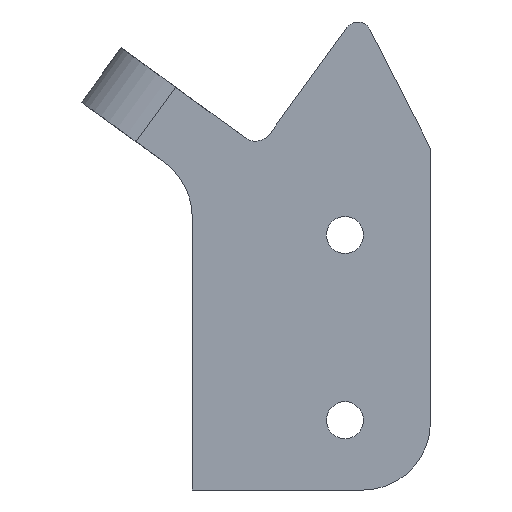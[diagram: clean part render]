
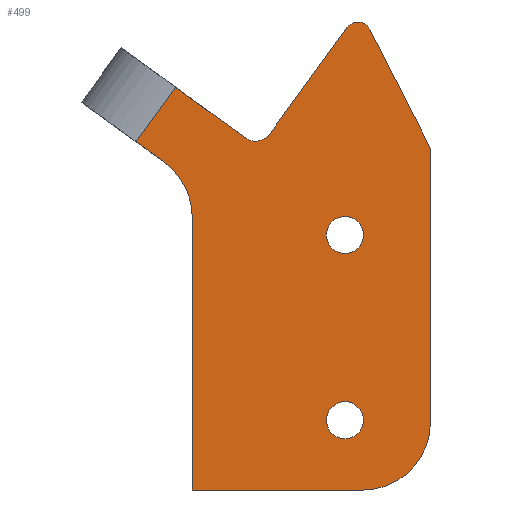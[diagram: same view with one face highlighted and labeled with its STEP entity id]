
A CAD part, left-side view. The second image highlights one B-rep face of the part: STEP entity #499.
In plain terms, the highlighted planar face has unit normal (-1, 0, 0).
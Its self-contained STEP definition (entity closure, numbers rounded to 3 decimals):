
#17=FACE_BOUND('',#66,.T.);
#18=FACE_BOUND('',#67,.T.);
#26=PLANE('',#549);
#40=FACE_OUTER_BOUND('',#65,.T.);
#65=EDGE_LOOP('',(#346,#347,#348,#349,#350,#351,#352,#353,#354,#355,#356,
#357));
#66=EDGE_LOOP('',(#358));
#67=EDGE_LOOP('',(#359));
#98=LINE('',#758,#144);
#102=LINE('',#766,#148);
#103=LINE('',#770,#149);
#104=LINE('',#772,#150);
#105=LINE('',#774,#151);
#106=LINE('',#778,#152);
#107=LINE('',#780,#153);
#108=LINE('',#783,#154);
#144=VECTOR('',#608,10.);
#148=VECTOR('',#614,10.);
#149=VECTOR('',#617,10.);
#150=VECTOR('',#618,10.);
#151=VECTOR('',#619,10.);
#152=VECTOR('',#622,10.);
#153=VECTOR('',#623,10.);
#154=VECTOR('',#626,10.);
#189=CIRCLE('',#547,2.);
#190=CIRCLE('',#550,2.583);
#191=CIRCLE('',#551,10.);
#192=CIRCLE('',#552,10.);
#193=CIRCLE('',#553,2.75);
#194=CIRCLE('',#554,2.75);
#216=VERTEX_POINT('',#751);
#217=VERTEX_POINT('',#753);
#218=VERTEX_POINT('',#757);
#221=VERTEX_POINT('',#765);
#222=VERTEX_POINT('',#767);
#223=VERTEX_POINT('',#769);
#224=VERTEX_POINT('',#771);
#225=VERTEX_POINT('',#773);
#226=VERTEX_POINT('',#775);
#227=VERTEX_POINT('',#777);
#228=VERTEX_POINT('',#779);
#229=VERTEX_POINT('',#781);
#230=VERTEX_POINT('',#784);
#231=VERTEX_POINT('',#786);
#265=EDGE_CURVE('',#216,#217,#189,.T.);
#267=EDGE_CURVE('',#218,#217,#98,.T.);
#271=EDGE_CURVE('',#216,#221,#102,.T.);
#272=EDGE_CURVE('',#221,#222,#190,.T.);
#273=EDGE_CURVE('',#222,#223,#103,.T.);
#274=EDGE_CURVE('',#224,#223,#104,.T.);
#275=EDGE_CURVE('',#224,#225,#105,.T.);
#276=EDGE_CURVE('',#226,#225,#191,.T.);
#277=EDGE_CURVE('',#226,#227,#106,.T.);
#278=EDGE_CURVE('',#228,#227,#107,.T.);
#279=EDGE_CURVE('',#229,#228,#192,.T.);
#280=EDGE_CURVE('',#218,#229,#108,.T.);
#281=EDGE_CURVE('',#230,#230,#193,.T.);
#282=EDGE_CURVE('',#231,#231,#194,.T.);
#346=ORIENTED_EDGE('',*,*,#265,.F.);
#347=ORIENTED_EDGE('',*,*,#271,.T.);
#348=ORIENTED_EDGE('',*,*,#272,.T.);
#349=ORIENTED_EDGE('',*,*,#273,.T.);
#350=ORIENTED_EDGE('',*,*,#274,.F.);
#351=ORIENTED_EDGE('',*,*,#275,.T.);
#352=ORIENTED_EDGE('',*,*,#276,.F.);
#353=ORIENTED_EDGE('',*,*,#277,.T.);
#354=ORIENTED_EDGE('',*,*,#278,.F.);
#355=ORIENTED_EDGE('',*,*,#279,.F.);
#356=ORIENTED_EDGE('',*,*,#280,.F.);
#357=ORIENTED_EDGE('',*,*,#267,.T.);
#358=ORIENTED_EDGE('',*,*,#281,.F.);
#359=ORIENTED_EDGE('',*,*,#282,.F.);
#499=ADVANCED_FACE('',(#40,#17,#18),#26,.F.);
#547=AXIS2_PLACEMENT_3D('',#754,#603,#604);
#549=AXIS2_PLACEMENT_3D('',#764,#612,#613);
#550=AXIS2_PLACEMENT_3D('',#768,#615,#616);
#551=AXIS2_PLACEMENT_3D('',#776,#620,#621);
#552=AXIS2_PLACEMENT_3D('',#782,#624,#625);
#553=AXIS2_PLACEMENT_3D('',#785,#627,#628);
#554=AXIS2_PLACEMENT_3D('',#787,#629,#630);
#603=DIRECTION('center_axis',(1.,0.,0.));
#604=DIRECTION('ref_axis',(0.,-0.078,0.997));
#608=DIRECTION('',(0.,0.454,0.891));
#612=DIRECTION('center_axis',(1.,0.,0.));
#613=DIRECTION('ref_axis',(0.,0.,-1.));
#614=DIRECTION('',(0.,0.587,-0.81));
#615=DIRECTION('center_axis',(1.,0.,0.));
#616=DIRECTION('ref_axis',(0.,-0.587,0.81));
#617=DIRECTION('',(0.,0.81,0.587));
#618=DIRECTION('',(0.,-0.587,0.81));
#619=DIRECTION('',(0.,-0.81,-0.587));
#620=DIRECTION('center_axis',(-1.,0.,0.));
#621=DIRECTION('ref_axis',(0.,-0.891,0.454));
#622=DIRECTION('',(0.,0.,-1.));
#623=DIRECTION('',(0.,1.,0.));
#624=DIRECTION('center_axis',(1.,0.,0.));
#625=DIRECTION('ref_axis',(0.,-0.707,-0.707));
#626=DIRECTION('',(0.,0.,-1.));
#627=DIRECTION('center_axis',(-1.,0.,0.));
#628=DIRECTION('ref_axis',(0.,-1.,0.));
#629=DIRECTION('center_axis',(-1.,0.,0.));
#630=DIRECTION('ref_axis',(0.,-1.,0.));
#751=CARTESIAN_POINT('',(0.,12.406,17.919));
#753=CARTESIAN_POINT('',(0.,9.006,17.654));
#754=CARTESIAN_POINT('Origin',(0.,10.787,16.745));
#757=CARTESIAN_POINT('',(0.,0.,0.));
#758=CARTESIAN_POINT('',(0.,0.,0.));
#764=CARTESIAN_POINT('Origin',(0.,12.7,-25.4));
#765=CARTESIAN_POINT('',(0.,23.884,2.091));
#766=CARTESIAN_POINT('',(0.,10.49,20.563));
#767=CARTESIAN_POINT('',(0.,27.491,1.516));
#768=CARTESIAN_POINT('Origin',(0.,25.975,3.607));
#769=CARTESIAN_POINT('',(0.,37.867,9.04));
#770=CARTESIAN_POINT('',(0.,25.4,0.));
#771=CARTESIAN_POINT('',(0.,43.738,0.945));
#772=CARTESIAN_POINT('',(0.,44.65,-0.313));
#773=CARTESIAN_POINT('',(0.,39.53,-2.107));
#774=CARTESIAN_POINT('',(0.,51.833,6.815));
#775=CARTESIAN_POINT('',(0.,35.4,-10.202));
#776=CARTESIAN_POINT('Origin',(0.,45.4,-10.202));
#777=CARTESIAN_POINT('',(0.,35.4,-50.8));
#778=CARTESIAN_POINT('',(0.,35.4,0.));
#779=CARTESIAN_POINT('',(0.,10.,-50.8));
#780=CARTESIAN_POINT('',(0.,0.,-50.8));
#781=CARTESIAN_POINT('',(0.,0.,-40.8));
#782=CARTESIAN_POINT('Origin',(0.,10.,-40.8));
#783=CARTESIAN_POINT('',(0.,0.,0.));
#784=CARTESIAN_POINT('',(0.,15.45,-40.425));
#785=CARTESIAN_POINT('Origin',(0.,12.7,-40.425));
#786=CARTESIAN_POINT('',(0.,15.45,-12.908));
#787=CARTESIAN_POINT('Origin',(0.,12.7,-12.908));
